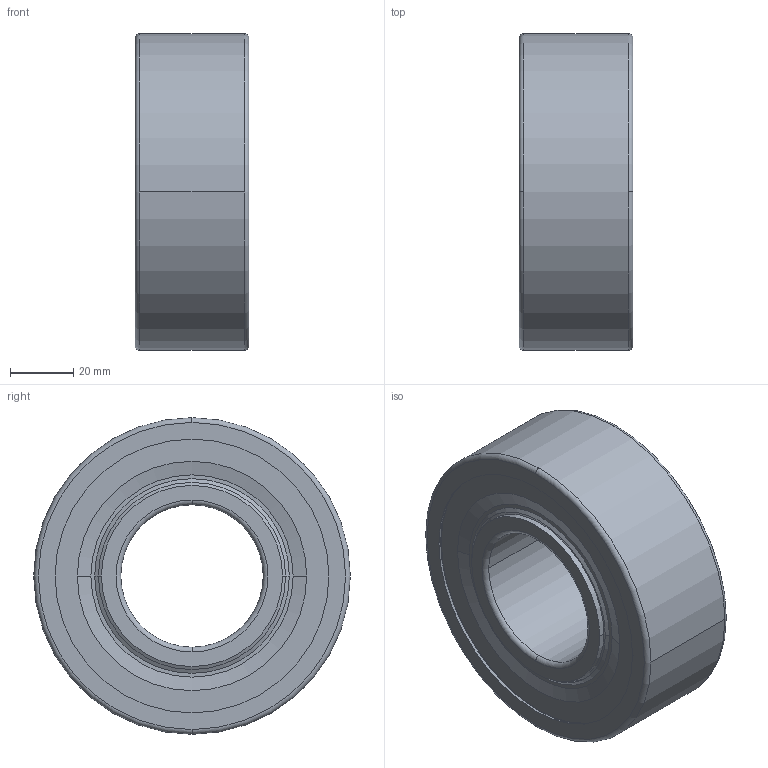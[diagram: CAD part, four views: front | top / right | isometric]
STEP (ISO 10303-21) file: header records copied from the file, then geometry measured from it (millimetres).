
FILE_DESCRIPTION(('STEP AP242'),'1');
FILE_NAME('snr_2309eeg15_2.stp','2024-10-08T08:09:14',('TraceParts'),('TraceParts S.A.'),'Spatial InterOp 3D',' ',' ');
FILE_SCHEMA(('AP242_MANAGED_MODEL_BASED_3D_ENGINEERING_MIM_LF {1 0 10303 442 1 1 4}'));
Length unit declared in the file: millimetre
Products named in the file (1): snr_2309eeg15_2_1
Bounding box: 36 x 100 x 100 mm (x, y, z)
Volume: 169575.2 mm3; surface area: 72753.5 mm2
Topology: 6 solids, 6 shells, 212 faces, 578 edges, 318 vertices
Faces by surface type: torus 84, sphere 62, cone 28, cylinder 22, plane 16
Entity records: 7809 total; most frequent: CARTESIAN_POINT 3030, DIRECTION 1054, ORIENTED_EDGE 908, AXIS2_PLACEMENT_3D 502, EDGE_CURVE 454, VERTEX_POINT 318, EDGE_LOOP 288, CIRCLE 284
